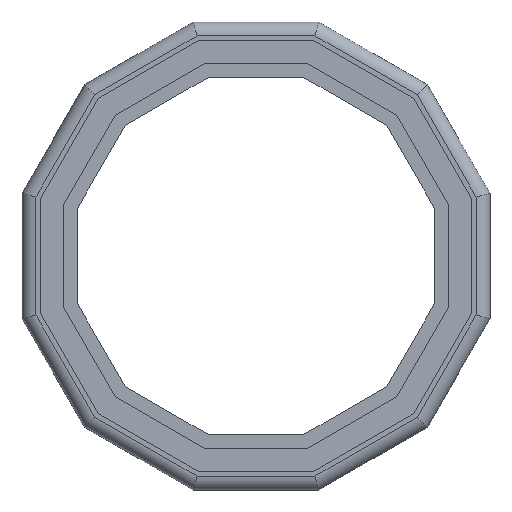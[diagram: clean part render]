
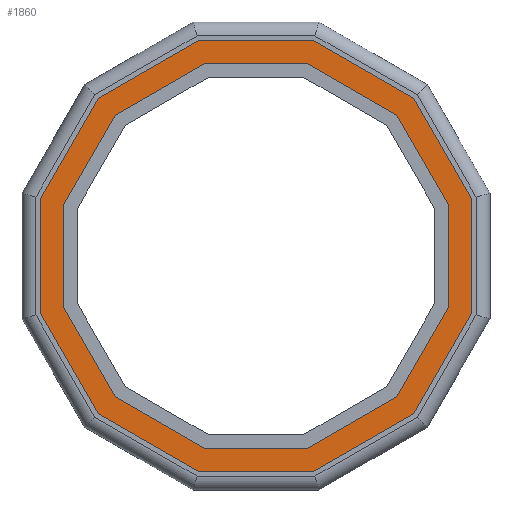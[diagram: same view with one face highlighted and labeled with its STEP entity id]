
A CAD part, front view. The second image highlights one B-rep face of the part: STEP entity #1860.
In plain terms, the highlighted planar face has unit normal (0, -1, 0).
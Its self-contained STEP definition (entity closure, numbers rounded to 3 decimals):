
#66=FACE_BOUND('',#238,.T.);
#132=FACE_OUTER_BOUND('',#237,.T.);
#237=EDGE_LOOP('',(#1503,#1504,#1505,#1506,#1507,#1508,#1509,#1510,#1511,
#1512,#1513,#1514));
#238=EDGE_LOOP('',(#1515,#1516,#1517,#1518,#1519,#1520,#1521,#1522,#1523,
#1524,#1525,#1526));
#400=LINE('',#2790,#640);
#403=LINE('',#2795,#643);
#405=LINE('',#2799,#645);
#407=LINE('',#2803,#647);
#409=LINE('',#2807,#649);
#411=LINE('',#2811,#651);
#413=LINE('',#2815,#653);
#415=LINE('',#2819,#655);
#417=LINE('',#2823,#657);
#419=LINE('',#2827,#659);
#421=LINE('',#2831,#661);
#422=LINE('',#2833,#662);
#425=LINE('',#2841,#665);
#429=LINE('',#2848,#669);
#432=LINE('',#2854,#672);
#435=LINE('',#2860,#675);
#438=LINE('',#2866,#678);
#441=LINE('',#2872,#681);
#444=LINE('',#2878,#684);
#447=LINE('',#2884,#687);
#450=LINE('',#2890,#690);
#453=LINE('',#2896,#693);
#456=LINE('',#2902,#696);
#458=LINE('',#2905,#698);
#640=VECTOR('',#2251,10.);
#643=VECTOR('',#2256,10.);
#645=VECTOR('',#2260,10.);
#647=VECTOR('',#2264,10.);
#649=VECTOR('',#2268,10.);
#651=VECTOR('',#2272,10.);
#653=VECTOR('',#2276,10.);
#655=VECTOR('',#2280,10.);
#657=VECTOR('',#2284,10.);
#659=VECTOR('',#2288,10.);
#661=VECTOR('',#2292,10.);
#662=VECTOR('',#2295,10.);
#665=VECTOR('',#2300,10.);
#669=VECTOR('',#2306,10.);
#672=VECTOR('',#2311,10.);
#675=VECTOR('',#2316,10.);
#678=VECTOR('',#2321,10.);
#681=VECTOR('',#2326,10.);
#684=VECTOR('',#2331,10.);
#687=VECTOR('',#2336,10.);
#690=VECTOR('',#2341,10.);
#693=VECTOR('',#2346,10.);
#696=VECTOR('',#2351,10.);
#698=VECTOR('',#2355,10.);
#843=VERTEX_POINT('',#2787);
#844=VERTEX_POINT('',#2789);
#845=VERTEX_POINT('',#2793);
#846=VERTEX_POINT('',#2797);
#847=VERTEX_POINT('',#2801);
#848=VERTEX_POINT('',#2805);
#849=VERTEX_POINT('',#2809);
#850=VERTEX_POINT('',#2813);
#851=VERTEX_POINT('',#2817);
#852=VERTEX_POINT('',#2821);
#853=VERTEX_POINT('',#2825);
#854=VERTEX_POINT('',#2829);
#857=VERTEX_POINT('',#2838);
#858=VERTEX_POINT('',#2840);
#860=VERTEX_POINT('',#2846);
#862=VERTEX_POINT('',#2852);
#864=VERTEX_POINT('',#2858);
#866=VERTEX_POINT('',#2864);
#868=VERTEX_POINT('',#2870);
#870=VERTEX_POINT('',#2876);
#872=VERTEX_POINT('',#2882);
#874=VERTEX_POINT('',#2888);
#876=VERTEX_POINT('',#2894);
#878=VERTEX_POINT('',#2900);
#1048=EDGE_CURVE('',#843,#844,#400,.T.);
#1051=EDGE_CURVE('',#845,#843,#403,.T.);
#1053=EDGE_CURVE('',#846,#845,#405,.T.);
#1055=EDGE_CURVE('',#847,#846,#407,.T.);
#1057=EDGE_CURVE('',#848,#847,#409,.T.);
#1059=EDGE_CURVE('',#849,#848,#411,.T.);
#1061=EDGE_CURVE('',#850,#849,#413,.T.);
#1063=EDGE_CURVE('',#851,#850,#415,.T.);
#1065=EDGE_CURVE('',#852,#851,#417,.T.);
#1067=EDGE_CURVE('',#853,#852,#419,.T.);
#1069=EDGE_CURVE('',#854,#853,#421,.T.);
#1070=EDGE_CURVE('',#844,#854,#422,.T.);
#1073=EDGE_CURVE('',#857,#858,#425,.T.);
#1077=EDGE_CURVE('',#860,#857,#429,.T.);
#1080=EDGE_CURVE('',#862,#860,#432,.T.);
#1083=EDGE_CURVE('',#864,#862,#435,.T.);
#1086=EDGE_CURVE('',#866,#864,#438,.T.);
#1089=EDGE_CURVE('',#868,#866,#441,.T.);
#1092=EDGE_CURVE('',#870,#868,#444,.T.);
#1095=EDGE_CURVE('',#872,#870,#447,.T.);
#1098=EDGE_CURVE('',#874,#872,#450,.T.);
#1101=EDGE_CURVE('',#876,#874,#453,.T.);
#1104=EDGE_CURVE('',#878,#876,#456,.T.);
#1106=EDGE_CURVE('',#858,#878,#458,.T.);
#1503=ORIENTED_EDGE('',*,*,#1106,.F.);
#1504=ORIENTED_EDGE('',*,*,#1073,.F.);
#1505=ORIENTED_EDGE('',*,*,#1077,.F.);
#1506=ORIENTED_EDGE('',*,*,#1080,.F.);
#1507=ORIENTED_EDGE('',*,*,#1083,.F.);
#1508=ORIENTED_EDGE('',*,*,#1086,.F.);
#1509=ORIENTED_EDGE('',*,*,#1089,.F.);
#1510=ORIENTED_EDGE('',*,*,#1092,.F.);
#1511=ORIENTED_EDGE('',*,*,#1095,.F.);
#1512=ORIENTED_EDGE('',*,*,#1098,.F.);
#1513=ORIENTED_EDGE('',*,*,#1101,.F.);
#1514=ORIENTED_EDGE('',*,*,#1104,.F.);
#1515=ORIENTED_EDGE('',*,*,#1059,.F.);
#1516=ORIENTED_EDGE('',*,*,#1061,.F.);
#1517=ORIENTED_EDGE('',*,*,#1063,.F.);
#1518=ORIENTED_EDGE('',*,*,#1065,.F.);
#1519=ORIENTED_EDGE('',*,*,#1067,.F.);
#1520=ORIENTED_EDGE('',*,*,#1069,.F.);
#1521=ORIENTED_EDGE('',*,*,#1070,.F.);
#1522=ORIENTED_EDGE('',*,*,#1048,.F.);
#1523=ORIENTED_EDGE('',*,*,#1051,.F.);
#1524=ORIENTED_EDGE('',*,*,#1053,.F.);
#1525=ORIENTED_EDGE('',*,*,#1055,.F.);
#1526=ORIENTED_EDGE('',*,*,#1057,.F.);
#1782=PLANE('',#1985);
#1860=ADVANCED_FACE('',(#132,#66),#1782,.F.);
#1985=AXIS2_PLACEMENT_3D('',#2906,#2356,#2357);
#2251=DIRECTION('',(0.5,0.,-0.866));
#2256=DIRECTION('',(0.,0.,-1.));
#2260=DIRECTION('',(-0.5,0.,-0.866));
#2264=DIRECTION('',(-0.866,0.,-0.5));
#2268=DIRECTION('',(-1.,0.,0.));
#2272=DIRECTION('',(-0.866,0.,0.5));
#2276=DIRECTION('',(-0.5,0.,0.866));
#2280=DIRECTION('',(0.,0.,1.));
#2284=DIRECTION('',(0.5,0.,0.866));
#2288=DIRECTION('',(0.866,0.,0.5));
#2292=DIRECTION('',(1.,0.,0.));
#2295=DIRECTION('',(0.866,0.,-0.5));
#2300=DIRECTION('',(0.5,0.,-0.866));
#2306=DIRECTION('',(0.866,0.,-0.5));
#2311=DIRECTION('',(1.,0.,0.));
#2316=DIRECTION('',(0.866,0.,0.5));
#2321=DIRECTION('',(0.5,0.,0.866));
#2326=DIRECTION('',(0.,0.,1.));
#2331=DIRECTION('',(-0.5,0.,0.866));
#2336=DIRECTION('',(-0.866,0.,0.5));
#2341=DIRECTION('',(-1.,0.,0.));
#2346=DIRECTION('',(-0.866,0.,-0.5));
#2351=DIRECTION('',(-0.5,0.,-0.866));
#2355=DIRECTION('',(0.,0.,-1.));
#2356=DIRECTION('center_axis',(0.,1.,0.));
#2357=DIRECTION('ref_axis',(0.,0.,1.));
#2787=CARTESIAN_POINT('',(-16.637,1.2,-4.458));
#2789=CARTESIAN_POINT('',(-12.179,1.2,-12.179));
#2790=CARTESIAN_POINT('',(-12.179,1.2,-12.179));
#2793=CARTESIAN_POINT('',(-16.637,1.2,4.458));
#2795=CARTESIAN_POINT('',(-16.637,1.2,-4.458));
#2797=CARTESIAN_POINT('',(-12.179,1.2,12.179));
#2799=CARTESIAN_POINT('',(-16.637,1.2,4.458));
#2801=CARTESIAN_POINT('',(-4.458,1.2,16.637));
#2803=CARTESIAN_POINT('',(-12.179,1.2,12.179));
#2805=CARTESIAN_POINT('',(4.458,1.2,16.637));
#2807=CARTESIAN_POINT('',(-4.458,1.2,16.637));
#2809=CARTESIAN_POINT('',(12.179,1.2,12.179));
#2811=CARTESIAN_POINT('',(4.458,1.2,16.637));
#2813=CARTESIAN_POINT('',(16.637,1.2,4.458));
#2815=CARTESIAN_POINT('',(12.179,1.2,12.179));
#2817=CARTESIAN_POINT('',(16.637,1.2,-4.458));
#2819=CARTESIAN_POINT('',(16.637,1.2,4.458));
#2821=CARTESIAN_POINT('',(12.179,1.2,-12.179));
#2823=CARTESIAN_POINT('',(16.637,1.2,-4.458));
#2825=CARTESIAN_POINT('',(4.458,1.2,-16.637));
#2827=CARTESIAN_POINT('',(12.179,1.2,-12.179));
#2829=CARTESIAN_POINT('',(-4.458,1.2,-16.637));
#2831=CARTESIAN_POINT('',(4.458,1.2,-16.637));
#2833=CARTESIAN_POINT('',(-4.458,1.2,-16.637));
#2838=CARTESIAN_POINT('',(13.644,1.2,13.644));
#2840=CARTESIAN_POINT('',(18.637,1.2,4.994));
#2841=CARTESIAN_POINT('',(18.637,1.2,4.994));
#2846=CARTESIAN_POINT('',(4.994,1.2,18.637));
#2848=CARTESIAN_POINT('',(13.644,1.2,13.644));
#2852=CARTESIAN_POINT('',(-4.994,1.2,18.637));
#2854=CARTESIAN_POINT('',(4.994,1.2,18.637));
#2858=CARTESIAN_POINT('',(-13.644,1.2,13.644));
#2860=CARTESIAN_POINT('',(-4.994,1.2,18.637));
#2864=CARTESIAN_POINT('',(-18.637,1.2,4.994));
#2866=CARTESIAN_POINT('',(-13.644,1.2,13.644));
#2870=CARTESIAN_POINT('',(-18.637,1.2,-4.994));
#2872=CARTESIAN_POINT('',(-18.637,1.2,4.994));
#2876=CARTESIAN_POINT('',(-13.644,1.2,-13.644));
#2878=CARTESIAN_POINT('',(-18.637,1.2,-4.994));
#2882=CARTESIAN_POINT('',(-4.994,1.2,-18.637));
#2884=CARTESIAN_POINT('',(-13.644,1.2,-13.644));
#2888=CARTESIAN_POINT('',(4.994,1.2,-18.637));
#2890=CARTESIAN_POINT('',(-4.994,1.2,-18.637));
#2894=CARTESIAN_POINT('',(13.644,1.2,-13.644));
#2896=CARTESIAN_POINT('',(4.994,1.2,-18.637));
#2900=CARTESIAN_POINT('',(18.637,1.2,-4.994));
#2902=CARTESIAN_POINT('',(13.644,1.2,-13.644));
#2905=CARTESIAN_POINT('',(18.637,1.2,-4.994));
#2906=CARTESIAN_POINT('Origin',(0.,1.2,0.));
